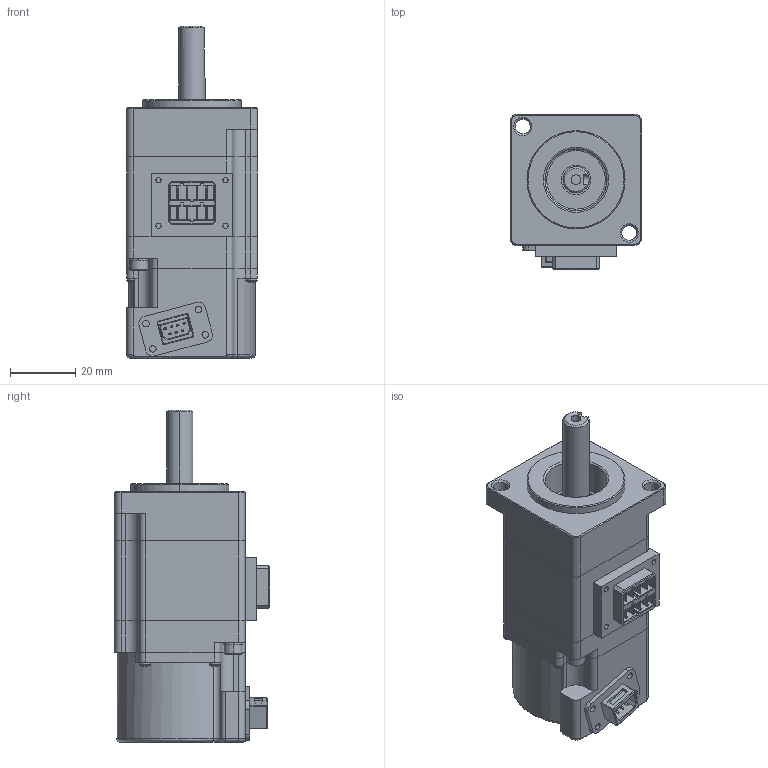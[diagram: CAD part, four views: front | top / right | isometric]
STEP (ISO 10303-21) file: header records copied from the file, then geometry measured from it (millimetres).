
FILE_DESCRIPTION(('Creo Elements/Direct Modeling STEP Export'),'2;1');
FILE_NAME('TSM4102N2330E205.stp','2017-06-13T13:55:15',(''),(''),'Creo Elements/Direct Modeling STEP processor for AP214 (Solid Model)','Creo Elements/Direct Modeling 18.1E 22-Nov-2013 (C) Parametric Technology GmbH','');
FILE_SCHEMA(('AUTOMOTIVE_DESIGN { 1 0 10303 214 1 1 1 1 }'));
Length unit declared in the file: millimetre
Products named in the file (1): TSM4102N2330E205
Bounding box: 40 x 47.4 x 101.5 mm (x, y, z)
Volume: 110921.2 mm3; surface area: 18436.5 mm2
Topology: 1 solids, 6 shells, 1143 faces, 2807 edges, 1675 vertices
Faces by surface type: plane 561, cylinder 269, bspline 224, cone 43, torus 16, sphere 16, extrusion 14
Entity records: 42189 total; most frequent: CARTESIAN_POINT 17194, ORIENTED_EDGE 5540, DIRECTION 4286, EDGE_CURVE 2770, VERTEX_POINT 1675, VECTOR 1486, LINE 1472, AXIS2_PLACEMENT_3D 1400
